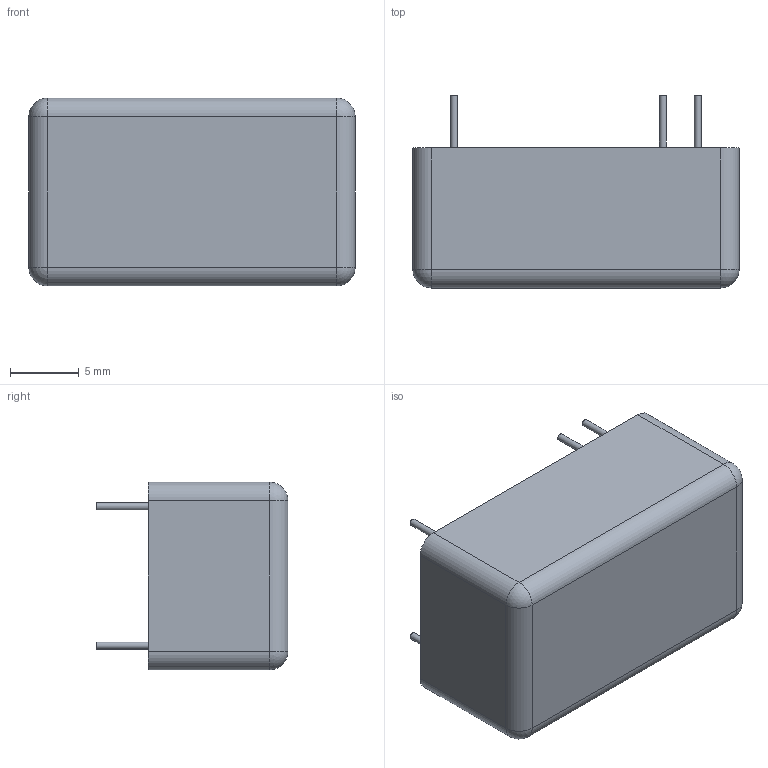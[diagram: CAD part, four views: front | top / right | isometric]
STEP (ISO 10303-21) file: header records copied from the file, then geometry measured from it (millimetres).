
FILE_DESCRIPTION (( 'STEP AP214' ), '1' );
FILE_NAME ('TEL12.STEP', '2020-11-05T02:38:27', ( '' ), ( '' ), 'SwSTEP 2.0', 'SolidWorks 2018', '' );
FILE_SCHEMA (( 'AUTOMOTIVE_DESIGN' ));
Length unit declared in the file: millimetre
Products named in the file (1): TEL12
Bounding box: 23.8 x 14 x 13.7 mm (x, y, z)
Volume: 3285.9 mm3; surface area: 1377.3 mm2
Topology: 1 solids, 1 shells, 28 faces, 55 edges, 30 vertices
Faces by surface type: cylinder 13, plane 11, sphere 4
Full cylindrical faces by diameter (mm): 0.5 x5
Entity records: 694 total; most frequent: DIRECTION 130, CARTESIAN_POINT 105, ORIENTED_EDGE 92, AXIS2_PLACEMENT_3D 55, EDGE_CURVE 46, EDGE_LOOP 38, FACE_OUTER_BOUND 33, VERTEX_POINT 30
